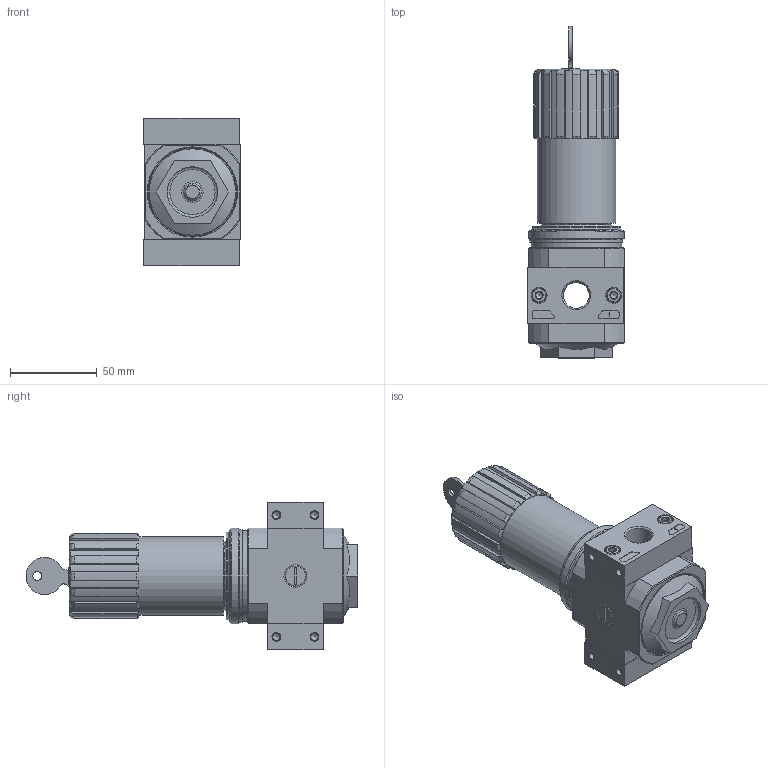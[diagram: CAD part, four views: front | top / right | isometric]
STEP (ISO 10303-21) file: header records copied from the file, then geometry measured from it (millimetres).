
FILE_DESCRIPTION(/* description */ ('STEP AP214'),/* implementation_level */ '2;1');
FILE_NAME(/* name */ '194641_LRS-3_8-D-7-O-I-MIDI',/* time_stamp */ '2024-09-05T01:14:44+02:00',/* author */ ('License CC BY-ND 4.0'),/* organization */ ('CADENAS'),/* preprocessor_version */ 'ST-DEVELOPER v19.3',/* originating_system */ 'PARTsolutions',/* authorisation */ ' ');
FILE_SCHEMA (('AUTOMOTIVE_DESIGN {1 0 10303 214 3 1 1}'));
Length unit declared in the file: millimetre
Products named in the file (7): 194641 LRS-3/8-D-7-O-I-MIDI; 646260 LRS-D-7-I-MIDI; 380299 PBL-3/8-D-MIDI-R---(0) p1; DIN-912 - M5x18(F); 380297 PBL-3/8-D-MIDI-L---(1) p1; 398012 LRVS-D-MINI; 373846 LR-MIDI
Assembly tree (10 placements, depth 2):
  194641 LRS-3/8-D-7-O-I-MIDI
    646260 LRS-D-7-I-MIDI
    380299 PBL-3/8-D-MIDI-R---(0) p1
    DIN-912 - M5x18(F)  x4
    380297 PBL-3/8-D-MIDI-L---(1) p1
    398012 LRVS-D-MINI
    373846 LR-MIDI  x2
Bounding box: 55.5 x 191 x 85 mm (x, y, z)
Volume: 382122.2 mm3; surface area: 63829.6 mm2
Topology: 10 solids, 10 shells, 442 faces, 974 edges, 592 vertices
Faces by surface type: plane 213, cylinder 115, cone 92, torus 22
Full cylindrical faces by diameter (mm): 4.134 x8, 5 x4, 5.1 x1, 5.8 x1, 6.3 x2, 8.5 x4, 9.6 x2, 11.2 x2, 11.445 x2, 13.157 x2, 14.95 x2, 16 x1, 18.7 x1, 24.9 x1, 26.4 x1, 29 x1, 29.7 x1, 30.8 x1, 39 x1, 40 x1, 45.3 x1, 50.16 x1, 50.376 x1, 52 x1, 53.5 x1, 54.8 x1
Entity records: 10884 total; most frequent: CARTESIAN_POINT 1907, DIRECTION 1602, ORIENTED_EDGE 1384, EDGE_CURVE 692, AXIS2_PLACEMENT_3D 650, FACE_BOUND 489, VERTEX_POINT 485, EDGE_LOOP 484
